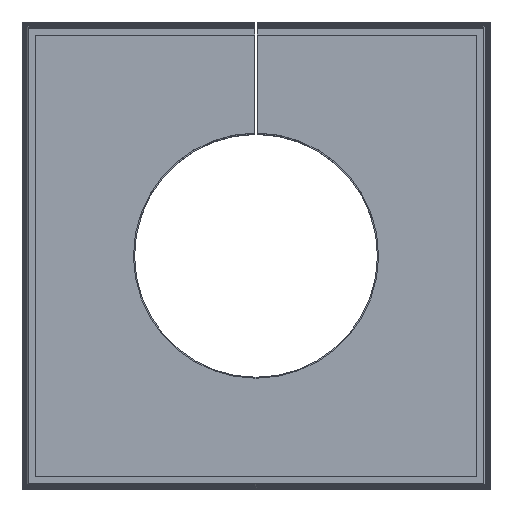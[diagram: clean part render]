
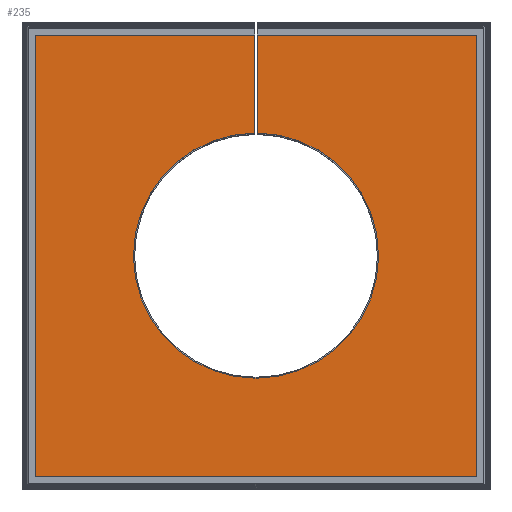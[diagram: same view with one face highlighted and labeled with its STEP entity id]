
A CAD part, top view. The second image highlights one B-rep face of the part: STEP entity #235.
In plain terms, the highlighted planar face has unit normal (0, 0, 1).
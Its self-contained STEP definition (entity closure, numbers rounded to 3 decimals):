
#139=CIRCLE('',#2092,11.);
#235=ADVANCED_FACE('',(#430),#334,.T.);
#334=PLANE('',#2093);
#430=FACE_OUTER_BOUND('',#545,.T.);
#545=EDGE_LOOP('',(#972,#973,#974,#975,#976,#977,#978,#979));
#972=ORIENTED_EDGE('',*,*,#1540,.F.);
#973=ORIENTED_EDGE('',*,*,#1541,.T.);
#974=ORIENTED_EDGE('',*,*,#1542,.T.);
#975=ORIENTED_EDGE('',*,*,#1543,.T.);
#976=ORIENTED_EDGE('',*,*,#1544,.T.);
#977=ORIENTED_EDGE('',*,*,#1350,.T.);
#978=ORIENTED_EDGE('',*,*,#1545,.T.);
#979=ORIENTED_EDGE('',*,*,#1546,.F.);
#1162=VERTEX_POINT('',#2638);
#1164=VERTEX_POINT('',#2641);
#1282=VERTEX_POINT('',#3522);
#1283=VERTEX_POINT('',#3523);
#1284=VERTEX_POINT('',#3525);
#1285=VERTEX_POINT('',#3527);
#1286=VERTEX_POINT('',#3529);
#1287=VERTEX_POINT('',#3532);
#1350=EDGE_CURVE('',#1164,#1162,#1633,.T.);
#1540=EDGE_CURVE('',#1282,#1283,#1762,.T.);
#1541=EDGE_CURVE('',#1282,#1284,#1763,.T.);
#1542=EDGE_CURVE('',#1284,#1285,#1764,.T.);
#1543=EDGE_CURVE('',#1285,#1286,#1765,.T.);
#1544=EDGE_CURVE('',#1286,#1164,#1766,.T.);
#1545=EDGE_CURVE('',#1162,#1287,#1767,.T.);
#1546=EDGE_CURVE('',#1283,#1287,#139,.T.);
#1633=LINE('',#2640,#1834);
#1762=LINE('',#3521,#1971);
#1763=LINE('',#3524,#1972);
#1764=LINE('',#3526,#1973);
#1765=LINE('',#3528,#1974);
#1766=LINE('',#3530,#1975);
#1767=LINE('',#3531,#1976);
#1834=VECTOR('',#2178,1.);
#1971=VECTOR('',#2455,1.);
#1972=VECTOR('',#2456,1.);
#1973=VECTOR('',#2457,1.);
#1974=VECTOR('',#2458,1.);
#1975=VECTOR('',#2459,1.);
#1976=VECTOR('',#2460,1.);
#2092=AXIS2_PLACEMENT_3D('',#3533,#2461,#2462);
#2093=AXIS2_PLACEMENT_3D('',#3534,#2463,#2464);
#2178=DIRECTION('',(-1.,0.,0.));
#2455=DIRECTION('',(0.,-1.,0.));
#2456=DIRECTION('',(-1.,0.,0.));
#2457=DIRECTION('',(0.,-1.,0.));
#2458=DIRECTION('',(1.,0.,0.));
#2459=DIRECTION('',(0.,1.,0.));
#2460=DIRECTION('',(0.,-1.,0.));
#2461=DIRECTION('',(0.,0.,1.));
#2462=DIRECTION('',(1.,0.,0.));
#2463=DIRECTION('',(0.,0.,1.));
#2464=DIRECTION('',(-1.,0.,0.));
#2638=CARTESIAN_POINT('',(0.1,19.8,17.7));
#2640=CARTESIAN_POINT('',(19.8,19.8,17.7));
#2641=CARTESIAN_POINT('',(19.8,19.8,17.7));
#3521=CARTESIAN_POINT('',(-0.1,0.,17.7));
#3522=CARTESIAN_POINT('',(-0.1,19.8,17.7));
#3523=CARTESIAN_POINT('',(-0.1,11.,17.7));
#3524=CARTESIAN_POINT('',(19.8,19.8,17.7));
#3525=CARTESIAN_POINT('',(-19.8,19.8,17.7));
#3526=CARTESIAN_POINT('',(-19.8,19.8,17.7));
#3527=CARTESIAN_POINT('',(-19.8,-19.8,17.7));
#3528=CARTESIAN_POINT('',(-19.8,-19.8,17.7));
#3529=CARTESIAN_POINT('',(19.8,-19.8,17.7));
#3530=CARTESIAN_POINT('',(19.8,-19.8,17.7));
#3531=CARTESIAN_POINT('',(0.1,0.,17.7));
#3532=CARTESIAN_POINT('',(0.1,11.,17.7));
#3533=CARTESIAN_POINT('',(0.,0.,17.7));
#3534=CARTESIAN_POINT('',(0.,0.,17.7));
